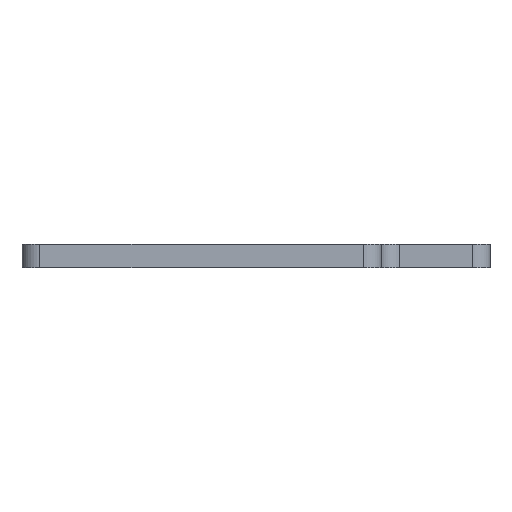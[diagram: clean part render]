
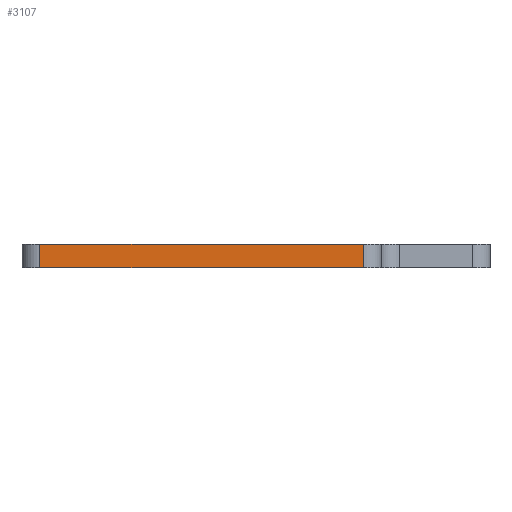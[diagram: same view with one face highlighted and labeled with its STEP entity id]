
A CAD part, left-side view. The second image highlights one B-rep face of the part: STEP entity #3107.
In plain terms, the highlighted planar face has unit normal (-1, 0, 0).
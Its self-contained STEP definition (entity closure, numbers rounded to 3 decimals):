
#9 = AXIS2_PLACEMENT_3D ( 'NONE', #2210, #2456, #2693 ) ;
#11 = LINE ( 'NONE', #443, #3199 ) ;
#15 = ORIENTED_EDGE ( 'NONE', *, *, #2654, .T. ) ;
#154 = CARTESIAN_POINT ( 'NONE',  ( 19.311, 83.755, 0. ) ) ;
#252 = CARTESIAN_POINT ( 'NONE',  ( 19.311, 29.08, 4. ) ) ;
#443 = CARTESIAN_POINT ( 'NONE',  ( 19.311, 29.08, 4. ) ) ;
#503 = EDGE_CURVE ( 'NONE', #2794, #1146, #994, .T. ) ;
#705 = DIRECTION ( 'NONE',  ( 0., 0., 1. ) ) ;
#771 = CARTESIAN_POINT ( 'NONE',  ( 19.311, 29.698, 4. ) ) ;
#939 = VECTOR ( 'NONE', #1195, 1000. ) ;
#994 = LINE ( 'NONE', #154, #2741 ) ;
#1025 = VECTOR ( 'NONE', #1034, 1000. ) ;
#1034 = DIRECTION ( 'NONE',  ( 0., 1., 0. ) ) ;
#1055 = VERTEX_POINT ( 'NONE', #1786 ) ;
#1067 = EDGE_CURVE ( 'NONE', #1692, #2794, #3332, .T. ) ;
#1069 = CARTESIAN_POINT ( 'NONE',  ( 19.311, 83.755, 0. ) ) ;
#1123 = EDGE_LOOP ( 'NONE', ( #2750, #2112, #2409, #15 ) ) ;
#1146 = VERTEX_POINT ( 'NONE', #1069 ) ;
#1190 = DIRECTION ( 'NONE',  ( 0., 0., -1. ) ) ;
#1195 = DIRECTION ( 'NONE',  ( 0., 1., 0. ) ) ;
#1692 = VERTEX_POINT ( 'NONE', #252 ) ;
#1693 = LINE ( 'NONE', #1911, #939 ) ;
#1786 = CARTESIAN_POINT ( 'NONE',  ( 19.311, 29.08, 0. ) ) ;
#1803 = CARTESIAN_POINT ( 'NONE',  ( 19.311, 83.755, 4. ) ) ;
#1911 = CARTESIAN_POINT ( 'NONE',  ( 19.311, 0., 0. ) ) ;
#2112 = ORIENTED_EDGE ( 'NONE', *, *, #503, .T. ) ;
#2210 = CARTESIAN_POINT ( 'NONE',  ( 19.311, 29.698, -6. ) ) ;
#2409 = ORIENTED_EDGE ( 'NONE', *, *, #2530, .F. ) ;
#2456 = DIRECTION ( 'NONE',  ( 1., 0., 0. ) ) ;
#2530 = EDGE_CURVE ( 'NONE', #1055, #1146, #1693, .T. ) ;
#2628 = FACE_OUTER_BOUND ( 'NONE', #1123, .T. ) ;
#2654 = EDGE_CURVE ( 'NONE', #1055, #1692, #11, .T. ) ;
#2693 = DIRECTION ( 'NONE',  ( 0., 0., -1. ) ) ;
#2741 = VECTOR ( 'NONE', #1190, 1000. ) ;
#2750 = ORIENTED_EDGE ( 'NONE', *, *, #1067, .T. ) ;
#2794 = VERTEX_POINT ( 'NONE', #1803 ) ;
#2973 = PLANE ( 'NONE',  #9 ) ;
#3107 = ADVANCED_FACE ( 'NONE', ( #2628 ), #2973, .F. ) ;
#3199 = VECTOR ( 'NONE', #705, 1000. ) ;
#3332 = LINE ( 'NONE', #771, #1025 ) ;
